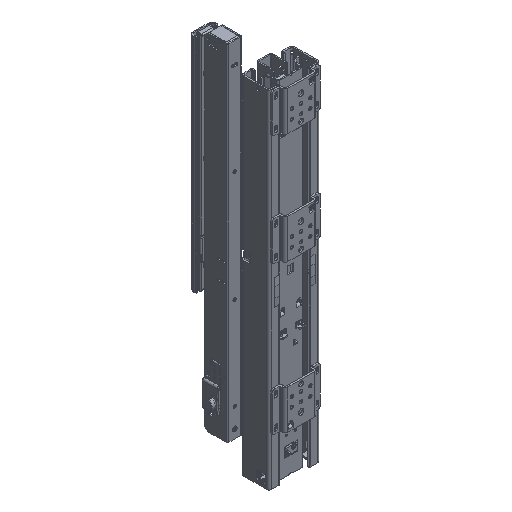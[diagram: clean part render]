
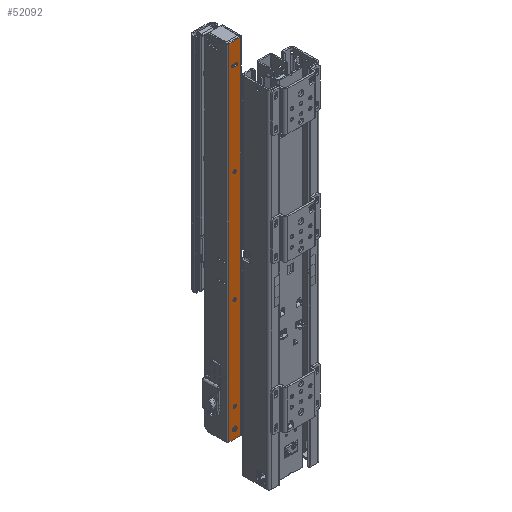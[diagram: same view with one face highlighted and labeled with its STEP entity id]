
A CAD part, isometric view. The second image highlights one B-rep face of the part: STEP entity #52092.
In plain terms, the highlighted planar face has unit normal (0, -1, 0).
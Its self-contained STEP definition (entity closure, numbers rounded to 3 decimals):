
#631 = CIRCLE ( 'NONE', #56533, 2.5 ) ;
#765 = LINE ( 'NONE', #116924, #27514 ) ;
#2361 = EDGE_CURVE ( 'NONE', #118541, #54390, #19774, .T. ) ;
#2409 = FACE_OUTER_BOUND ( 'NONE', #98022, .T. ) ;
#3164 = DIRECTION ( 'NONE',  ( 0., 1., 0. ) ) ;
#6949 = VERTEX_POINT ( 'NONE', #96848 ) ;
#8032 = ORIENTED_EDGE ( 'NONE', *, *, #42016, .T. ) ;
#8899 = CARTESIAN_POINT ( 'NONE',  ( 0., 0., -10.35 ) ) ;
#9547 = DIRECTION ( 'NONE',  ( 0., 0., -1. ) ) ;
#10411 = CARTESIAN_POINT ( 'NONE',  ( 549., 0., 0. ) ) ;
#11268 = DIRECTION ( 'NONE',  ( 1., 0., 0. ) ) ;
#12124 = EDGE_CURVE ( 'NONE', #113561, #70812, #34236, .T. ) ;
#13153 = AXIS2_PLACEMENT_3D ( 'NONE', #72089, #44544, #82766 ) ;
#13594 = FACE_BOUND ( 'NONE', #53413, .T. ) ;
#13762 = ORIENTED_EDGE ( 'NONE', *, *, #119840, .F. ) ;
#13817 = VERTEX_POINT ( 'NONE', #86371 ) ;
#16232 = VERTEX_POINT ( 'NONE', #100946 ) ;
#18855 = EDGE_CURVE ( 'NONE', #81733, #113561, #28195, .T. ) ;
#18894 = ORIENTED_EDGE ( 'NONE', *, *, #36527, .T. ) ;
#19045 = CARTESIAN_POINT ( 'NONE',  ( 39.5, 0., 3. ) ) ;
#19774 = CIRCLE ( 'NONE', #121636, 4. ) ;
#19950 = VERTEX_POINT ( 'NONE', #8899 ) ;
#20180 = EDGE_CURVE ( 'NONE', #19950, #16232, #53130, .T. ) ;
#20412 = CARTESIAN_POINT ( 'NONE',  ( 598., 0., 10.35 ) ) ;
#20749 = VERTEX_POINT ( 'NONE', #47927 ) ;
#22854 = ORIENTED_EDGE ( 'NONE', *, *, #23745, .F. ) ;
#23745 = EDGE_CURVE ( 'NONE', #94421, #55684, #631, .T. ) ;
#24817 = DIRECTION ( 'NONE',  ( 0., 0., -1. ) ) ;
#25414 = DIRECTION ( 'NONE',  ( 0., 0., -1. ) ) ;
#25752 = LINE ( 'NONE', #55735, #104852 ) ;
#25900 = CIRCLE ( 'NONE', #99934, 2.5 ) ;
#27288 = VECTOR ( 'NONE', #73460, 1000. ) ;
#27514 = VECTOR ( 'NONE', #9547, 1000. ) ;
#28195 = CIRCLE ( 'NONE', #36139, 2.5 ) ;
#29138 = CIRCLE ( 'NONE', #13153, 4. ) ;
#32960 = DIRECTION ( 'NONE',  ( 0., -1., 0. ) ) ;
#33535 = CIRCLE ( 'NONE', #119444, 2.5 ) ;
#33897 = DIRECTION ( 'NONE',  ( 0., 0., 1. ) ) ;
#34236 = LINE ( 'NONE', #81225, #78284 ) ;
#34718 = CARTESIAN_POINT ( 'NONE',  ( 583., 0., 4. ) ) ;
#34800 = CARTESIAN_POINT ( 'NONE',  ( 194.5, 0., 0. ) ) ;
#34906 = ORIENTED_EDGE ( 'NONE', *, *, #20180, .F. ) ;
#35202 = EDGE_CURVE ( 'NONE', #13817, #81733, #25752, .T. ) ;
#36139 = AXIS2_PLACEMENT_3D ( 'NONE', #56366, #46986, #67613 ) ;
#36268 = ORIENTED_EDGE ( 'NONE', *, *, #109392, .T. ) ;
#36527 = EDGE_CURVE ( 'NONE', #54390, #118541, #29138, .T. ) ;
#39125 = DIRECTION ( 'NONE',  ( 0., 1., 0. ) ) ;
#39863 = CARTESIAN_POINT ( 'NONE',  ( 583., 0., -4. ) ) ;
#40943 = EDGE_CURVE ( 'NONE', #44382, #62039, #765, .T. ) ;
#41236 = CARTESIAN_POINT ( 'NONE',  ( 386.5, 0., 0. ) ) ;
#41906 = CIRCLE ( 'NONE', #107885, 2.5 ) ;
#42016 = EDGE_CURVE ( 'NONE', #54850, #6949, #75674, .T. ) ;
#42286 = CIRCLE ( 'NONE', #112267, 2.5 ) ;
#44382 = VERTEX_POINT ( 'NONE', #20412 ) ;
#44527 = DIRECTION ( 'NONE',  ( -1., 0., 0. ) ) ;
#44544 = DIRECTION ( 'NONE',  ( 0., 1., 0. ) ) ;
#44989 = DIRECTION ( 'NONE',  ( -1., 0., 0. ) ) ;
#45311 = CARTESIAN_POINT ( 'NONE',  ( 583., 0., 0. ) ) ;
#46986 = DIRECTION ( 'NONE',  ( 0., 1., 0. ) ) ;
#47927 = CARTESIAN_POINT ( 'NONE',  ( 199.5, 0., 0. ) ) ;
#48568 = ORIENTED_EDGE ( 'NONE', *, *, #40943, .F. ) ;
#49384 = CARTESIAN_POINT ( 'NONE',  ( 0., 0., 10.35 ) ) ;
#50112 = CARTESIAN_POINT ( 'NONE',  ( 549., 0., -2.5 ) ) ;
#51697 = CARTESIAN_POINT ( 'NONE',  ( 0., 0., -10.35 ) ) ;
#52092 = ADVANCED_FACE ( 'NONE', ( #2409, #13594, #108132, #107529, #108724, #69302 ), #78701, .T. ) ;
#52398 = EDGE_LOOP ( 'NONE', ( #57166, #93343, #36268, #100619 ) ) ;
#53106 = CARTESIAN_POINT ( 'NONE',  ( 39.5, 0., -3. ) ) ;
#53130 = LINE ( 'NONE', #64392, #111984 ) ;
#53413 = EDGE_LOOP ( 'NONE', ( #18894, #75602 ) ) ;
#54390 = VERTEX_POINT ( 'NONE', #34718 ) ;
#54850 = VERTEX_POINT ( 'NONE', #41236 ) ;
#55684 = VERTEX_POINT ( 'NONE', #50112 ) ;
#55735 = CARTESIAN_POINT ( 'NONE',  ( 34.5, 0., -3. ) ) ;
#56366 = CARTESIAN_POINT ( 'NONE',  ( 37., 0., 3. ) ) ;
#56533 = AXIS2_PLACEMENT_3D ( 'NONE', #10411, #117333, #67922 ) ;
#57166 = ORIENTED_EDGE ( 'NONE', *, *, #18855, .T. ) ;
#60329 = EDGE_LOOP ( 'NONE', ( #8032, #66905 ) ) ;
#61115 = DIRECTION ( 'NONE',  ( 0., 0., -1. ) ) ;
#62039 = VERTEX_POINT ( 'NONE', #114569 ) ;
#62672 = DIRECTION ( 'NONE',  ( 0., 1., 0. ) ) ;
#63171 = DIRECTION ( 'NONE',  ( 0., 0., 1. ) ) ;
#63675 = EDGE_CURVE ( 'NONE', #16232, #44382, #68786, .T. ) ;
#64392 = CARTESIAN_POINT ( 'NONE',  ( 0., 0., 48.5 ) ) ;
#66295 = VECTOR ( 'NONE', #11268, 1000. ) ;
#66415 = CARTESIAN_POINT ( 'NONE',  ( 197., 0., 0. ) ) ;
#66651 = CARTESIAN_POINT ( 'NONE',  ( 389., 0., 0. ) ) ;
#66905 = ORIENTED_EDGE ( 'NONE', *, *, #86927, .T. ) ;
#67613 = DIRECTION ( 'NONE',  ( -1., 0., 0. ) ) ;
#67922 = DIRECTION ( 'NONE',  ( 0., 0., -1. ) ) ;
#68786 = LINE ( 'NONE', #49384, #66295 ) ;
#69302 = FACE_BOUND ( 'NONE', #52398, .T. ) ;
#70812 = VERTEX_POINT ( 'NONE', #53106 ) ;
#72089 = CARTESIAN_POINT ( 'NONE',  ( 583., 0., 0. ) ) ;
#73460 = DIRECTION ( 'NONE',  ( -1., 0., 0. ) ) ;
#75602 = ORIENTED_EDGE ( 'NONE', *, *, #2361, .T. ) ;
#75674 = CIRCLE ( 'NONE', #95744, 2.5 ) ;
#75823 = DIRECTION ( 'NONE',  ( 0., 1., 0. ) ) ;
#75958 = DIRECTION ( 'NONE',  ( 0., 0., 1. ) ) ;
#78284 = VECTOR ( 'NONE', #24817, 1000. ) ;
#78701 = PLANE ( 'NONE',  #94328 ) ;
#79276 = EDGE_CURVE ( 'NONE', #62039, #19950, #82882, .T. ) ;
#81225 = CARTESIAN_POINT ( 'NONE',  ( 39.5, 0., 3. ) ) ;
#81344 = DIRECTION ( 'NONE',  ( -1., 0., 0. ) ) ;
#81733 = VERTEX_POINT ( 'NONE', #121025 ) ;
#82211 = ORIENTED_EDGE ( 'NONE', *, *, #79276, .F. ) ;
#82766 = DIRECTION ( 'NONE',  ( 0., 0., 1. ) ) ;
#82882 = LINE ( 'NONE', #51697, #27288 ) ;
#83554 = DIRECTION ( 'NONE',  ( 0., 1., 0. ) ) ;
#84345 = EDGE_CURVE ( 'NONE', #20749, #102814, #41906, .T. ) ;
#86371 = CARTESIAN_POINT ( 'NONE',  ( 34.5, 0., -3. ) ) ;
#86927 = EDGE_CURVE ( 'NONE', #6949, #54850, #25900, .T. ) ;
#87284 = EDGE_CURVE ( 'NONE', #102814, #20749, #42286, .T. ) ;
#89896 = ORIENTED_EDGE ( 'NONE', *, *, #87284, .T. ) ;
#91388 = CARTESIAN_POINT ( 'NONE',  ( 37., 0., -3. ) ) ;
#91844 = DIRECTION ( 'NONE',  ( 0., -1., 0. ) ) ;
#93343 = ORIENTED_EDGE ( 'NONE', *, *, #12124, .T. ) ;
#93587 = EDGE_LOOP ( 'NONE', ( #22854, #13762 ) ) ;
#94328 = AXIS2_PLACEMENT_3D ( 'NONE', #102446, #91844, #25414 ) ;
#94421 = VERTEX_POINT ( 'NONE', #105148 ) ;
#95744 = AXIS2_PLACEMENT_3D ( 'NONE', #66651, #39125, #106155 ) ;
#96848 = CARTESIAN_POINT ( 'NONE',  ( 391.5, 0., 0. ) ) ;
#98022 = EDGE_LOOP ( 'NONE', ( #82211, #48568, #119240, #34906 ) ) ;
#99934 = AXIS2_PLACEMENT_3D ( 'NONE', #110876, #62672, #44527 ) ;
#100619 = ORIENTED_EDGE ( 'NONE', *, *, #35202, .T. ) ;
#100946 = CARTESIAN_POINT ( 'NONE',  ( 0., 0., 10.35 ) ) ;
#101917 = ORIENTED_EDGE ( 'NONE', *, *, #84345, .T. ) ;
#102003 = CARTESIAN_POINT ( 'NONE',  ( 197., 0., 0. ) ) ;
#102004 = EDGE_LOOP ( 'NONE', ( #89896, #101917 ) ) ;
#102446 = CARTESIAN_POINT ( 'NONE',  ( 0., 0., -48.5 ) ) ;
#102814 = VERTEX_POINT ( 'NONE', #34800 ) ;
#104852 = VECTOR ( 'NONE', #33897, 1000. ) ;
#104940 = CIRCLE ( 'NONE', #118792, 2.5 ) ;
#105148 = CARTESIAN_POINT ( 'NONE',  ( 549., 0., 2.5 ) ) ;
#106155 = DIRECTION ( 'NONE',  ( -1., 0., 0. ) ) ;
#107529 = FACE_BOUND ( 'NONE', #60329, .T. ) ;
#107885 = AXIS2_PLACEMENT_3D ( 'NONE', #66415, #75823, #113374 ) ;
#108132 = FACE_BOUND ( 'NONE', #93587, .T. ) ;
#108714 = CARTESIAN_POINT ( 'NONE',  ( 549., 0., 0. ) ) ;
#108724 = FACE_BOUND ( 'NONE', #102004, .T. ) ;
#109392 = EDGE_CURVE ( 'NONE', #70812, #13817, #104940, .T. ) ;
#110876 = CARTESIAN_POINT ( 'NONE',  ( 389., 0., 0. ) ) ;
#111984 = VECTOR ( 'NONE', #63171, 1000. ) ;
#112267 = AXIS2_PLACEMENT_3D ( 'NONE', #102003, #121924, #44989 ) ;
#113374 = DIRECTION ( 'NONE',  ( -1., 0., 0. ) ) ;
#113561 = VERTEX_POINT ( 'NONE', #19045 ) ;
#114569 = CARTESIAN_POINT ( 'NONE',  ( 598., 0., -10.35 ) ) ;
#116924 = CARTESIAN_POINT ( 'NONE',  ( 598., 0., 48.5 ) ) ;
#117333 = DIRECTION ( 'NONE',  ( 0., -1., 0. ) ) ;
#118541 = VERTEX_POINT ( 'NONE', #39863 ) ;
#118792 = AXIS2_PLACEMENT_3D ( 'NONE', #91388, #3164, #81344 ) ;
#119240 = ORIENTED_EDGE ( 'NONE', *, *, #63675, .F. ) ;
#119444 = AXIS2_PLACEMENT_3D ( 'NONE', #108714, #32960, #61115 ) ;
#119840 = EDGE_CURVE ( 'NONE', #55684, #94421, #33535, .T. ) ;
#121025 = CARTESIAN_POINT ( 'NONE',  ( 34.5, 0., 3. ) ) ;
#121636 = AXIS2_PLACEMENT_3D ( 'NONE', #45311, #83554, #75958 ) ;
#121924 = DIRECTION ( 'NONE',  ( 0., 1., 0. ) ) ;
